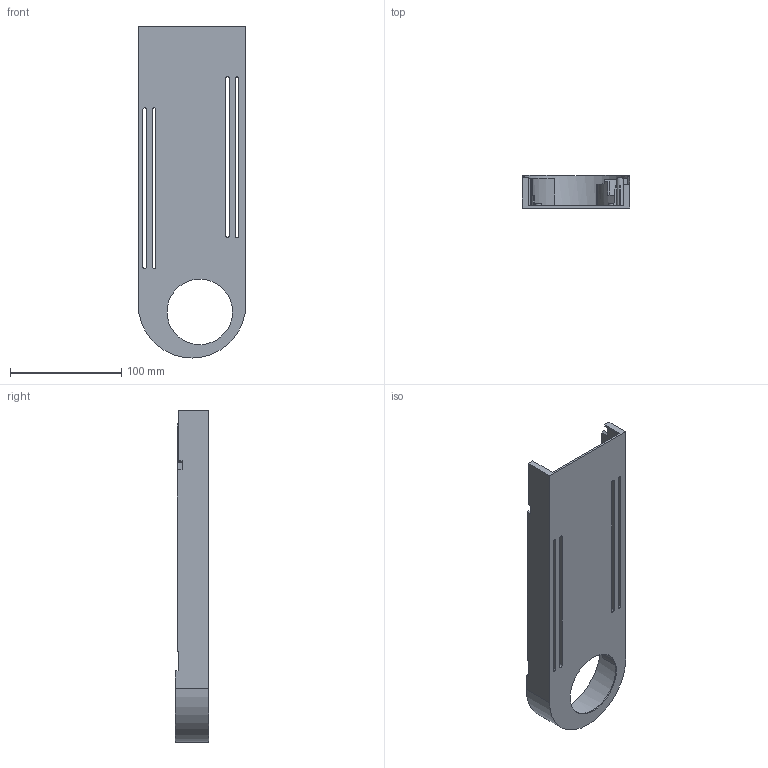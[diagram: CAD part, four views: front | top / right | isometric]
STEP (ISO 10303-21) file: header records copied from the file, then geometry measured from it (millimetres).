
FILE_DESCRIPTION (( 'STEP AP214' ), '1' );
FILE_NAME ('VCU1525_Cover_Active.STEP', '2018-08-31T17:40:24', ( '' ), ( '' ), 'SwSTEP 2.0', 'SolidWorks 2016', '' );
FILE_SCHEMA (( 'AUTOMOTIVE_DESIGN' ));
Length unit declared in the file: millimetre
Products named in the file (1): VCU1525_Cover_Active
Bounding box: 97 x 29.8 x 298.95 mm (x, y, z)
Volume: 89016.8 mm3; surface area: 99429.3 mm2
Topology: 1 solids, 1 shells, 178 faces, 510 edges, 333 vertices
Faces by surface type: plane 120, cylinder 50, cone 8
Entity records: 5887 total; most frequent: CARTESIAN_POINT 1014, ORIENTED_EDGE 1004, DIRECTION 979, EDGE_CURVE 502, VECTOR 383, LINE 383, VERTEX_POINT 333, AXIS2_PLACEMENT_3D 298
